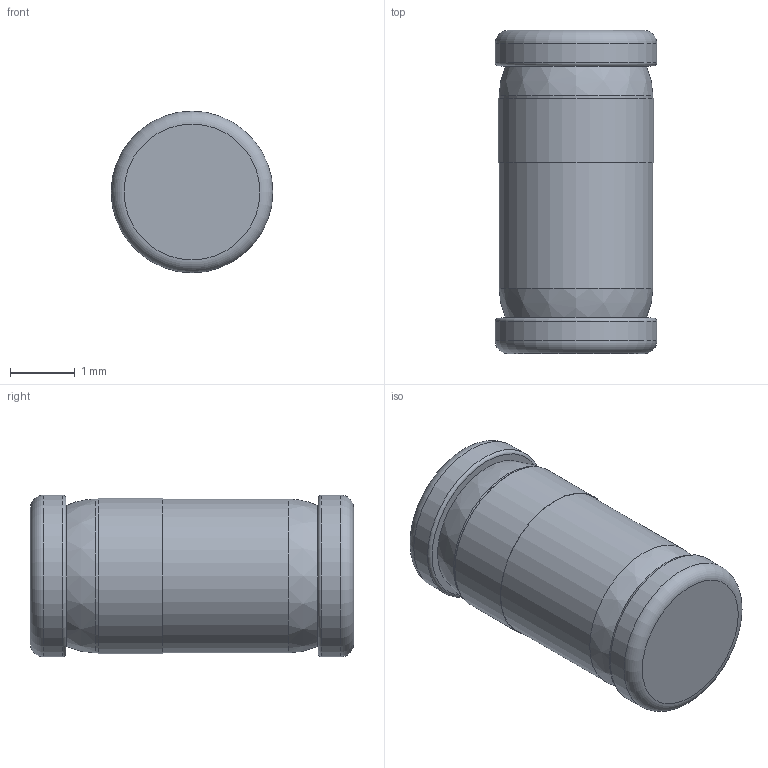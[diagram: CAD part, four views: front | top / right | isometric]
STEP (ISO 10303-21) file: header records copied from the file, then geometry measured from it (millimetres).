
FILE_DESCRIPTION(/* description */ ('model of MELF'),/* implementation_level */ '2;1');
FILE_NAME(/* name */ 'MELF.stp',/* time_stamp */ '2015-12-05T23:20:09',/* author */ ('Joan The Spark',''),/* organization */ (''),/* preprocessor_version */ '',/* originating_system */ '',/* authorisation */ '');
FILE_SCHEMA (('AUTOMOTIVE_DESIGN { 1 0 10303 214 3 1 1 }'));
Length unit declared in the file: millimetre
Products named in the file (1): MELF
Bounding box: 2.5 x 5 x 2.5 mm (x, y, z)
Volume: 21.2 mm3; surface area: 113.7 mm2
Topology: 3 solids, 3 shells, 21 faces, 37 edges, 24 vertices
Faces by surface type: plane 8, cylinder 7, torus 4, bspline 2
Full cylindrical faces by diameter (mm): 1.88 x1, 1.98 x1, 2.38 x1, 2.4 x1, 2.41 x1, 2.5 x2
Entity records: 561 total; most frequent: CARTESIAN_POINT 128, DIRECTION 88, ORIENTED_EDGE 52, AXIS2_PLACEMENT_3D 44, EDGE_LOOP 38, EDGE_CURVE 26, CIRCLE 24, VERTEX_POINT 24
